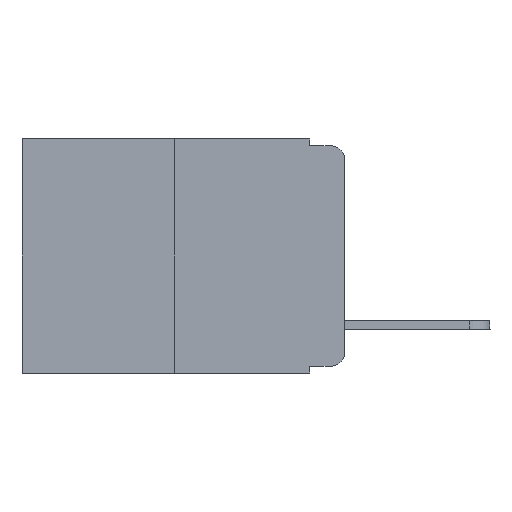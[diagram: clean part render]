
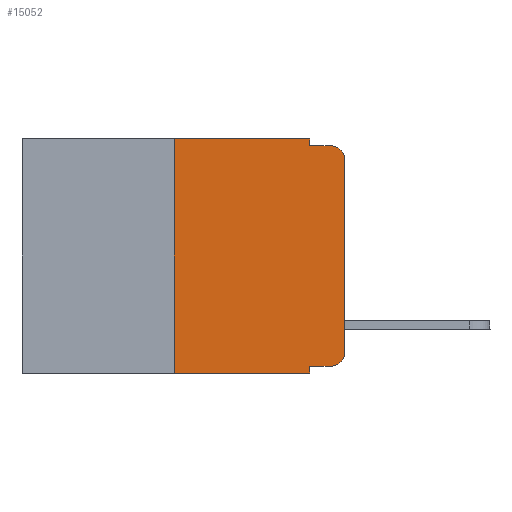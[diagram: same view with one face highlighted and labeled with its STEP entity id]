
A CAD part, left-side view. The second image highlights one B-rep face of the part: STEP entity #15052.
In plain terms, the highlighted planar face has unit normal (-1, 0, 0).
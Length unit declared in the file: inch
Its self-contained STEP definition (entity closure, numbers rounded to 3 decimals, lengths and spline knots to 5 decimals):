
#130 = CARTESIAN_POINT ( 'NONE',  ( 0., 0., -0.03 ) ) ;
#320 = CARTESIAN_POINT ( 'NONE',  ( 0., 0.051, -0.01 ) ) ;
#594 = ORIENTED_EDGE ( 'NONE', *, *, #15844, .T. ) ;
#670 = CARTESIAN_POINT ( 'NONE',  ( 0., 0.02, -0.333 ) ) ;
#697 = AXIS2_PLACEMENT_3D ( 'NONE', #2184, #22718, #19298 ) ;
#1079 = DIRECTION ( 'NONE',  ( 0., 0., -1. ) ) ;
#1422 = DIRECTION ( 'NONE',  ( -1., 0., 0. ) ) ;
#1803 = VECTOR ( 'NONE', #13910, 39.37008 ) ;
#1924 = CARTESIAN_POINT ( 'NONE',  ( 0., 0.051, 0. ) ) ;
#2184 = CARTESIAN_POINT ( 'NONE',  ( 0., 0.02, -0.03 ) ) ;
#2802 = CARTESIAN_POINT ( 'NONE',  ( 0., 0.473, 0. ) ) ;
#2965 = VECTOR ( 'NONE', #22104, 39.37008 ) ;
#3272 = DIRECTION ( 'NONE',  ( 0., -1., 0. ) ) ;
#3528 = LINE ( 'NONE', #8409, #2965 ) ;
#4340 = EDGE_CURVE ( 'NONE', #4962, #7138, #5112, .T. ) ;
#4601 = CIRCLE ( 'NONE', #697, 0.02 ) ;
#4950 = CARTESIAN_POINT ( 'NONE',  ( 0., 0.02, -0.313 ) ) ;
#4962 = VERTEX_POINT ( 'NONE', #13447 ) ;
#4996 = VERTEX_POINT ( 'NONE', #15870 ) ;
#5027 = VERTEX_POINT ( 'NONE', #19150 ) ;
#5038 = ORIENTED_EDGE ( 'NONE', *, *, #9157, .F. ) ;
#5112 = LINE ( 'NONE', #5482, #10653 ) ;
#5416 = ORIENTED_EDGE ( 'NONE', *, *, #13004, .F. ) ;
#5435 = VERTEX_POINT ( 'NONE', #23467 ) ;
#5482 = CARTESIAN_POINT ( 'NONE',  ( 0., 0.25, 0. ) ) ;
#6177 = VECTOR ( 'NONE', #3272, 39.37008 ) ;
#6530 = CARTESIAN_POINT ( 'NONE',  ( 0., 0.473, -0.343 ) ) ;
#7003 = VECTOR ( 'NONE', #21503, 39.37008 ) ;
#7138 = VERTEX_POINT ( 'NONE', #10254 ) ;
#7685 = CARTESIAN_POINT ( 'NONE',  ( 0., 0.051, -0.333 ) ) ;
#8409 = CARTESIAN_POINT ( 'NONE',  ( 0., 0.051, 0. ) ) ;
#8666 = AXIS2_PLACEMENT_3D ( 'NONE', #4950, #1422, #12336 ) ;
#8851 = DIRECTION ( 'NONE',  ( 1., 0., 0. ) ) ;
#9100 = CARTESIAN_POINT ( 'NONE',  ( 0., 0.02, -0.01 ) ) ;
#9114 = EDGE_CURVE ( 'NONE', #4996, #12081, #16903, .T. ) ;
#9157 = EDGE_CURVE ( 'NONE', #7138, #22632, #23095, .T. ) ;
#9692 = LINE ( 'NONE', #11377, #14140 ) ;
#10254 = CARTESIAN_POINT ( 'NONE',  ( 0., 0.25, 0. ) ) ;
#10301 = EDGE_CURVE ( 'NONE', #22632, #20490, #9692, .T. ) ;
#10653 = VECTOR ( 'NONE', #20401, 39.37008 ) ;
#11326 = VERTEX_POINT ( 'NONE', #9100 ) ;
#11377 = CARTESIAN_POINT ( 'NONE',  ( 0., 0.051, 0. ) ) ;
#11767 = DIRECTION ( 'NONE',  ( 0., -1., 0. ) ) ;
#11844 = EDGE_CURVE ( 'NONE', #12081, #5435, #15280, .T. ) ;
#12081 = VERTEX_POINT ( 'NONE', #670 ) ;
#12336 = DIRECTION ( 'NONE',  ( 0., 0., -1. ) ) ;
#12731 = VERTEX_POINT ( 'NONE', #130 ) ;
#13004 = EDGE_CURVE ( 'NONE', #20490, #11326, #21611, .T. ) ;
#13420 = EDGE_CURVE ( 'NONE', #4962, #5027, #21208, .T. ) ;
#13447 = CARTESIAN_POINT ( 'NONE',  ( 0., 0.25, -0.343 ) ) ;
#13910 = DIRECTION ( 'NONE',  ( 0., -1., 0. ) ) ;
#14106 = CARTESIAN_POINT ( 'NONE',  ( 0., 0., 0. ) ) ;
#14140 = VECTOR ( 'NONE', #14925, 39.37008 ) ;
#14784 = EDGE_CURVE ( 'NONE', #4996, #5027, #3528, .T. ) ;
#14922 = EDGE_CURVE ( 'NONE', #12731, #11326, #4601, .T. ) ;
#14925 = DIRECTION ( 'NONE',  ( 0., 0., -1. ) ) ;
#15052 = ADVANCED_FACE ( 'NONE', ( #19760 ), #19645, .F. ) ;
#15082 = DIRECTION ( 'NONE',  ( 0., -1., 0. ) ) ;
#15280 = CIRCLE ( 'NONE', #8666, 0.02 ) ;
#15844 = EDGE_CURVE ( 'NONE', #5435, #12731, #18096, .T. ) ;
#15870 = CARTESIAN_POINT ( 'NONE',  ( 0., 0.051, -0.333 ) ) ;
#16239 = ORIENTED_EDGE ( 'NONE', *, *, #13420, .T. ) ;
#16848 = VECTOR ( 'NONE', #15082, 39.37008 ) ;
#16903 = LINE ( 'NONE', #7685, #16848 ) ;
#17733 = CARTESIAN_POINT ( 'NONE',  ( 0., 0.051, -0.01 ) ) ;
#18096 = LINE ( 'NONE', #14106, #7003 ) ;
#18634 = ORIENTED_EDGE ( 'NONE', *, *, #4340, .F. ) ;
#18913 = ORIENTED_EDGE ( 'NONE', *, *, #10301, .F. ) ;
#19150 = CARTESIAN_POINT ( 'NONE',  ( 0., 0.051, -0.343 ) ) ;
#19298 = DIRECTION ( 'NONE',  ( 0., 0., -1. ) ) ;
#19347 = EDGE_LOOP ( 'NONE', ( #594, #20886, #5416, #18913, #5038, #18634, #16239, #19659, #21184, #22844 ) ) ;
#19410 = CARTESIAN_POINT ( 'NONE',  ( 0., 0.473, 0. ) ) ;
#19645 = PLANE ( 'NONE',  #24027 ) ;
#19659 = ORIENTED_EDGE ( 'NONE', *, *, #14784, .F. ) ;
#19760 = FACE_OUTER_BOUND ( 'NONE', #19347, .T. ) ;
#20401 = DIRECTION ( 'NONE',  ( 0., 0., 1. ) ) ;
#20490 = VERTEX_POINT ( 'NONE', #320 ) ;
#20886 = ORIENTED_EDGE ( 'NONE', *, *, #14922, .T. ) ;
#21184 = ORIENTED_EDGE ( 'NONE', *, *, #9114, .T. ) ;
#21208 = LINE ( 'NONE', #6530, #1803 ) ;
#21503 = DIRECTION ( 'NONE',  ( 0., 0., 1. ) ) ;
#21611 = LINE ( 'NONE', #17733, #6177 ) ;
#22104 = DIRECTION ( 'NONE',  ( 0., 0., -1. ) ) ;
#22632 = VERTEX_POINT ( 'NONE', #1924 ) ;
#22718 = DIRECTION ( 'NONE',  ( -1., 0., 0. ) ) ;
#22844 = ORIENTED_EDGE ( 'NONE', *, *, #11844, .T. ) ;
#23095 = LINE ( 'NONE', #2802, #23694 ) ;
#23467 = CARTESIAN_POINT ( 'NONE',  ( 0., 0., -0.313 ) ) ;
#23694 = VECTOR ( 'NONE', #11767, 39.37008 ) ;
#24027 = AXIS2_PLACEMENT_3D ( 'NONE', #19410, #8851, #1079 ) ;
